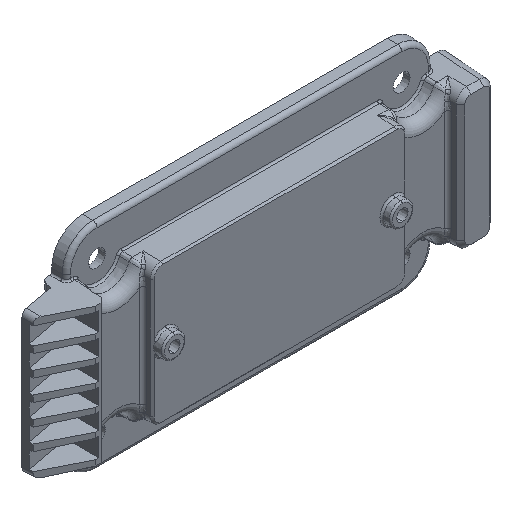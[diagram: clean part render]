
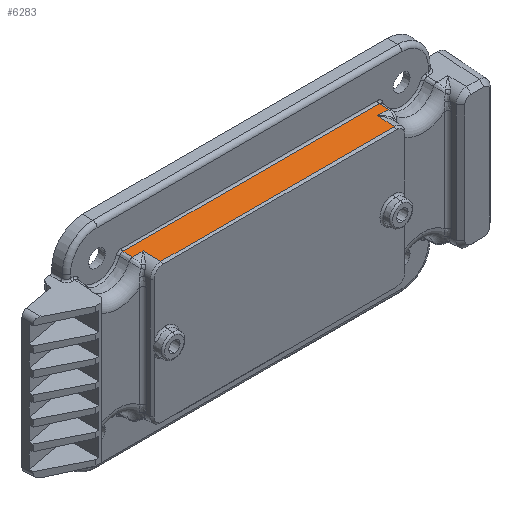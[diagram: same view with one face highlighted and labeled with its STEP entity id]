
A CAD part, isometric view. The second image highlights one B-rep face of the part: STEP entity #6283.
In plain terms, the highlighted planar face has unit normal (0, -0.035, 0.999).
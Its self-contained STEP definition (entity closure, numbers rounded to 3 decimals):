
#232 = CARTESIAN_POINT ( 'NONE',  ( 41.162, 10.143, 19.953 ) ) ;
#910 = ORIENTED_EDGE ( 'NONE', *, *, #13759, .T. ) ;
#981 = EDGE_CURVE ( 'NONE', #6120, #18163, #14103, .T. ) ;
#1021 = CARTESIAN_POINT ( 'NONE',  ( -38., 11.017, 19.983 ) ) ;
#1347 = CARTESIAN_POINT ( 'NONE',  ( 38.103, 8.395, 19.892 ) ) ;
#1381 = VECTOR ( 'NONE', #6818, 1000. ) ;
#1574 = B_SPLINE_CURVE_WITH_KNOTS ( 'NONE', 3,
 ( #11829, #7268, #232, #17636 ),
 .UNSPECIFIED., .F., .F.,
 ( 4, 4 ),
 ( 0.003, 0.006 ),
 .UNSPECIFIED. ) ;
#2225 = AXIS2_PLACEMENT_3D ( 'NONE', #10890, #13570, #6708 ) ;
#2851 = VECTOR ( 'NONE', #10285, 1000. ) ;
#3005 = LINE ( 'NONE', #9844, #9864 ) ;
#3360 = LINE ( 'NONE', #17521, #2851 ) ;
#3697 = LINE ( 'NONE', #1021, #1381 ) ;
#4447 = DIRECTION ( 'NONE',  ( 1., 0., 0. ) ) ;
#4699 = CARTESIAN_POINT ( 'NONE',  ( -27.933, 3.518, 19.721 ) ) ;
#5013 = EDGE_CURVE ( 'NONE', #8955, #11958, #6559, .T. ) ;
#5224 = DIRECTION ( 'NONE',  ( 1., 0., 0. ) ) ;
#5303 = CARTESIAN_POINT ( 'NONE',  ( -31.183, 11.017, 19.983 ) ) ;
#5503 = ORIENTED_EDGE ( 'NONE', *, *, #7371, .T. ) ;
#5829 = VECTOR ( 'NONE', #5224, 1000. ) ;
#6059 = DIRECTION ( 'NONE',  ( 0.035, 0.999, 0.035 ) ) ;
#6120 = VERTEX_POINT ( 'NONE', #5303 ) ;
#6283 = ADVANCED_FACE ( 'NONE', ( #16686 ), #6520, .T. ) ;
#6520 = PLANE ( 'NONE',  #2225 ) ;
#6559 = LINE ( 'NONE', #12369, #5829 ) ;
#6620 = EDGE_CURVE ( 'NONE', #15167, #15771, #10149, .T. ) ;
#6624 = CARTESIAN_POINT ( 'NONE',  ( 41.12, 8.395, 19.892 ) ) ;
#6708 = DIRECTION ( 'NONE',  ( 0., -0.999, -0.035 ) ) ;
#6818 = DIRECTION ( 'NONE',  ( -1., 0., 0. ) ) ;
#7268 = CARTESIAN_POINT ( 'NONE',  ( 41.141, 9.269, 19.922 ) ) ;
#7371 = EDGE_CURVE ( 'NONE', #18163, #18095, #3360, .T. ) ;
#7684 = LINE ( 'NONE', #10809, #16262 ) ;
#7840 = CARTESIAN_POINT ( 'NONE',  ( -31.12, 8.395, 19.892 ) ) ;
#7920 = CARTESIAN_POINT ( 'NONE',  ( -31.141, 9.269, 19.922 ) ) ;
#8023 = VECTOR ( 'NONE', #4447, 1000. ) ;
#8284 = CARTESIAN_POINT ( 'NONE',  ( -31.183, 11.017, 19.983 ) ) ;
#8626 = EDGE_CURVE ( 'NONE', #11958, #15167, #7684, .T. ) ;
#8955 = VERTEX_POINT ( 'NONE', #4699 ) ;
#9442 = CARTESIAN_POINT ( 'NONE',  ( -28.103, 8.395, 19.892 ) ) ;
#9610 = CARTESIAN_POINT ( 'NONE',  ( -31.162, 10.143, 19.953 ) ) ;
#9844 = CARTESIAN_POINT ( 'NONE',  ( -27.918, 3.104, 19.707 ) ) ;
#9864 = VECTOR ( 'NONE', #15751, 1000. ) ;
#10115 = ORIENTED_EDGE ( 'NONE', *, *, #6620, .T. ) ;
#10149 = LINE ( 'NONE', #11678, #8023 ) ;
#10285 = DIRECTION ( 'NONE',  ( 1., 0., 0. ) ) ;
#10487 = CARTESIAN_POINT ( 'NONE',  ( 37.933, 3.518, 19.721 ) ) ;
#10809 = CARTESIAN_POINT ( 'NONE',  ( 38.005, 5.604, 19.794 ) ) ;
#10890 = CARTESIAN_POINT ( 'NONE',  ( -38., 11.5, 20. ) ) ;
#11618 = ORIENTED_EDGE ( 'NONE', *, *, #13632, .T. ) ;
#11678 = CARTESIAN_POINT ( 'NONE',  ( 41., 8.395, 19.892 ) ) ;
#11819 = ORIENTED_EDGE ( 'NONE', *, *, #981, .T. ) ;
#11829 = CARTESIAN_POINT ( 'NONE',  ( 41.12, 8.395, 19.892 ) ) ;
#11958 = VERTEX_POINT ( 'NONE', #10487 ) ;
#12369 = CARTESIAN_POINT ( 'NONE',  ( 37.915, 3.518, 19.721 ) ) ;
#12462 = ORIENTED_EDGE ( 'NONE', *, *, #8626, .T. ) ;
#12874 = ORIENTED_EDGE ( 'NONE', *, *, #14114, .T. ) ;
#13154 = CARTESIAN_POINT ( 'NONE',  ( 41.183, 11.017, 19.983 ) ) ;
#13570 = DIRECTION ( 'NONE',  ( 0., -0.035, 0.999 ) ) ;
#13632 = EDGE_CURVE ( 'NONE', #16254, #6120, #3697, .T. ) ;
#13759 = EDGE_CURVE ( 'NONE', #18095, #8955, #3005, .T. ) ;
#13963 = EDGE_LOOP ( 'NONE', ( #12874, #11618, #11819, #5503, #910, #16347, #12462, #10115 ) ) ;
#14103 = B_SPLINE_CURVE_WITH_KNOTS ( 'NONE', 3,
 ( #8284, #9610, #7920, #18373 ),
 .UNSPECIFIED., .F., .F.,
 ( 4, 4 ),
 ( 0., 0.003 ),
 .UNSPECIFIED. ) ;
#14114 = EDGE_CURVE ( 'NONE', #15771, #16254, #1574, .T. ) ;
#15167 = VERTEX_POINT ( 'NONE', #1347 ) ;
#15751 = DIRECTION ( 'NONE',  ( 0.035, -0.999, -0.035 ) ) ;
#15771 = VERTEX_POINT ( 'NONE', #6624 ) ;
#16254 = VERTEX_POINT ( 'NONE', #13154 ) ;
#16262 = VECTOR ( 'NONE', #6059, 1000. ) ;
#16347 = ORIENTED_EDGE ( 'NONE', *, *, #5013, .T. ) ;
#16686 = FACE_OUTER_BOUND ( 'NONE', #13963, .T. ) ;
#17521 = CARTESIAN_POINT ( 'NONE',  ( -38., 8.395, 19.892 ) ) ;
#17636 = CARTESIAN_POINT ( 'NONE',  ( 41.183, 11.017, 19.983 ) ) ;
#18095 = VERTEX_POINT ( 'NONE', #9442 ) ;
#18163 = VERTEX_POINT ( 'NONE', #7840 ) ;
#18373 = CARTESIAN_POINT ( 'NONE',  ( -31.12, 8.395, 19.892 ) ) ;
